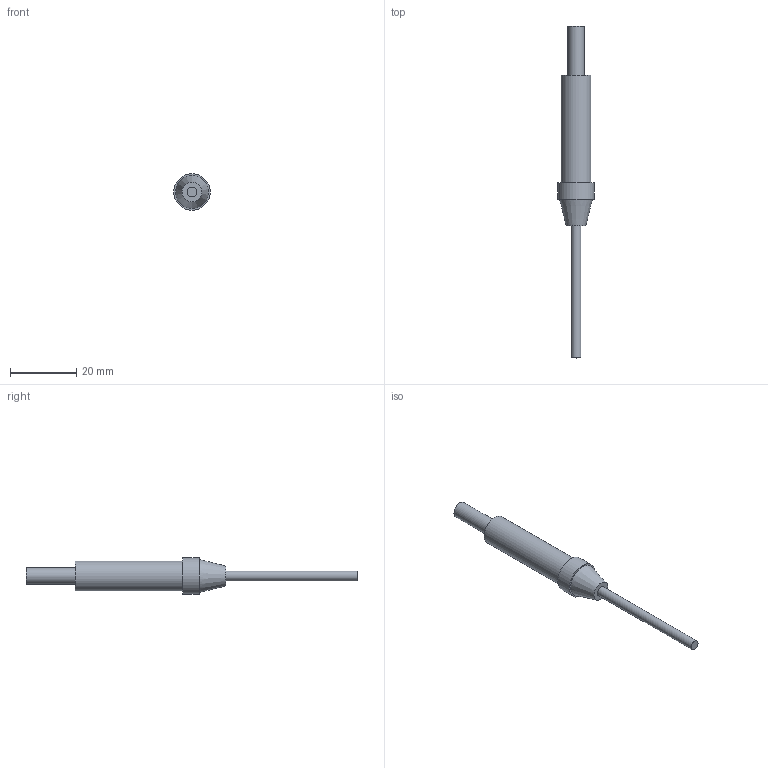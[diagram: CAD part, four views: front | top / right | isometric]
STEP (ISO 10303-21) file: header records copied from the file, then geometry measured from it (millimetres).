
FILE_DESCRIPTION(/* description */ ('','CAx-IF Rec.Pracs.---Representation and Presentation of Product Manufacturing Information (PMI)---4.0---2014-10-13'),/* implementation_level */ '2;1');
FILE_NAME(/* name */ 'Czujnik temperatury.step',/* time_stamp */ '2025-02-02T21:51:24+01:00',/* author */ (''),/* organization */ (''),/* preprocessor_version */ 'ST-DEVELOPER v20',/* originating_system */ 'Autodesk Translation Framework v13.20.0.188',/* authorisation */ '');
FILE_SCHEMA (('AP242_MANAGED_MODEL_BASED_3D_ENGINEERING_MIM_LF { 1 0 10303 442 1 1 4 }'));
Length unit declared in the file: millimetre
Products named in the file (1): Czujnik temperatury
Bounding box: 11 x 100.35 x 11 mm (x, y, z)
Volume: 3527.6 mm3; surface area: 2049.1 mm2
Topology: 1 solids, 1 shells, 11 faces, 15 edges, 10 vertices
Faces by surface type: plane 6, cylinder 4, cone 1
Full cylindrical faces by diameter (mm): 3 x1, 5 x1, 9 x1, 11 x1
Entity records: 272 total; most frequent: DIRECTION 49, CARTESIAN_POINT 37, ORIENTED_EDGE 30, AXIS2_PLACEMENT_3D 22, EDGE_LOOP 15, EDGE_CURVE 15, FACE_OUTER_BOUND 11, ADVANCED_FACE 11
